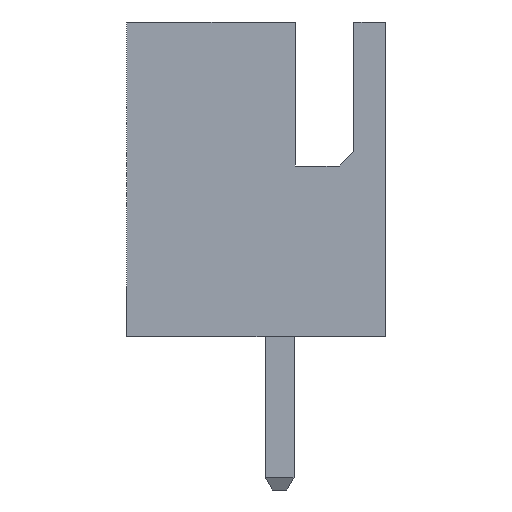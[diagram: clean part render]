
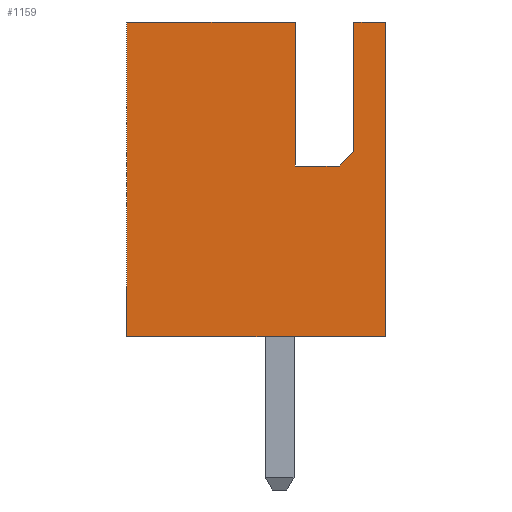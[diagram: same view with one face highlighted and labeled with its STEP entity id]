
A CAD part, left-side view. The second image highlights one B-rep face of the part: STEP entity #1159.
In plain terms, the highlighted planar face has unit normal (-1, 0, 0).
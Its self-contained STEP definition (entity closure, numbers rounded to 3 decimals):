
#1159=ADVANCED_FACE('',(#2170),#2172,.T.);
#2170=FACE_BOUND('',#2171,.T.);
#2171=EDGE_LOOP('',(#3014,#3015,#3016,#3017,#3018,#3019,#3020,#3021,#3022));
#2172=PLANE('',#2173);
#2173=AXIS2_PLACEMENT_3D('',#2174,#2175,#2176);
#2174=CARTESIAN_POINT('',(-32.55,3.4,0.));
#2175=DIRECTION('',(-1.,0.,0.));
#2176=DIRECTION('',(0.,-1.,0.));
#3014=ORIENTED_EDGE('',*,*,#3526,.T.);
#3015=ORIENTED_EDGE('',*,*,#3527,.T.);
#3016=ORIENTED_EDGE('',*,*,#3528,.F.);
#3017=ORIENTED_EDGE('',*,*,#3446,.F.);
#3018=ORIENTED_EDGE('',*,*,#3468,.T.);
#3019=ORIENTED_EDGE('',*,*,#3514,.T.);
#3020=ORIENTED_EDGE('',*,*,#3529,.F.);
#3021=ORIENTED_EDGE('',*,*,#3530,.T.);
#3022=ORIENTED_EDGE('',*,*,#3531,.T.);
#3446=EDGE_CURVE('',#3954,#3956,#3957,.T.);
#3468=EDGE_CURVE('',#3954,#3985,#3987,.T.);
#3514=EDGE_CURVE('',#3985,#4051,#4053,.T.);
#3526=EDGE_CURVE('',#4065,#4066,#4067,.F.);
#3527=EDGE_CURVE('',#4066,#4068,#4069,.F.);
#3528=EDGE_CURVE('',#3956,#4068,#4070,.T.);
#3529=EDGE_CURVE('',#4071,#4051,#4072,.T.);
#3530=EDGE_CURVE('',#4071,#4073,#4074,.F.);
#3531=EDGE_CURVE('',#4073,#4065,#4075,.F.);
#3954=VERTEX_POINT('',#4893);
#3956=VERTEX_POINT('',#4897);
#3957=LINE('',#4898,#4899);
#3985=VERTEX_POINT('',#4968);
#3987=LINE('',#4972,#4973);
#4051=VERTEX_POINT('',#5126);
#4053=LINE('',#5130,#5131);
#4065=VERTEX_POINT('',#5166);
#4066=VERTEX_POINT('',#5167);
#4067=LINE('',#5168,#5169);
#4068=VERTEX_POINT('',#5171);
#4069=LINE('',#5172,#5173);
#4070=LINE('',#5175,#5176);
#4071=VERTEX_POINT('',#5178);
#4072=LINE('',#5179,#5180);
#4073=VERTEX_POINT('',#5182);
#4074=LINE('',#5183,#5184);
#4075=LINE('',#5186,#5187);
#4893=CARTESIAN_POINT('',(-32.55,3.4,0.));
#4897=CARTESIAN_POINT('',(-32.55,3.4,7.));
#4898=CARTESIAN_POINT('',(-32.55,3.4,0.));
#4899=VECTOR('',#4900,1.);
#4900=DIRECTION('',(0.,0.,1.));
#4968=CARTESIAN_POINT('',(-32.55,-2.35,0.));
#4972=CARTESIAN_POINT('',(-32.55,3.4,0.));
#4973=VECTOR('',#4974,1.);
#4974=DIRECTION('',(0.,-1.,0.));
#5126=CARTESIAN_POINT('',(-32.55,-2.35,7.));
#5130=CARTESIAN_POINT('',(-32.55,-2.35,0.));
#5131=VECTOR('',#5132,1.);
#5132=DIRECTION('',(0.,0.,1.));
#5166=CARTESIAN_POINT('',(-32.55,-1.325,3.8));
#5167=CARTESIAN_POINT('',(-32.55,-0.35,3.8));
#5168=CARTESIAN_POINT('',(-32.55,-0.35,3.8));
#5169=VECTOR('',#5170,1.);
#5170=DIRECTION('',(0.,-1.,0.));
#5171=CARTESIAN_POINT('',(-32.55,-0.35,7.));
#5172=CARTESIAN_POINT('',(-32.55,-0.35,7.));
#5173=VECTOR('',#5174,1.);
#5174=DIRECTION('',(0.,0.,-1.));
#5175=CARTESIAN_POINT('',(-32.55,3.4,7.));
#5176=VECTOR('',#5177,1.);
#5177=DIRECTION('',(0.,-1.,0.));
#5178=CARTESIAN_POINT('',(-32.55,-1.65,7.));
#5179=CARTESIAN_POINT('',(-32.55,-1.65,7.));
#5180=VECTOR('',#5181,1.);
#5181=DIRECTION('',(0.,-1.,0.));
#5182=CARTESIAN_POINT('',(-32.55,-1.65,4.125));
#5183=CARTESIAN_POINT('',(-32.55,-1.65,4.125));
#5184=VECTOR('',#5185,1.);
#5185=DIRECTION('',(0.,0.,1.));
#5186=CARTESIAN_POINT('',(-32.55,-1.325,3.8));
#5187=VECTOR('',#5188,1.);
#5188=DIRECTION('',(0.,-0.707,0.707));
